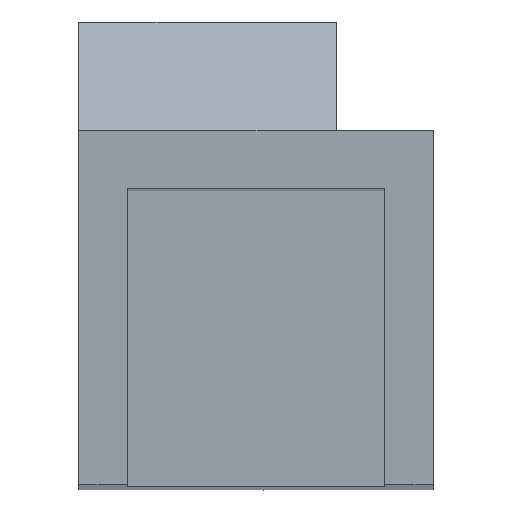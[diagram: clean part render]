
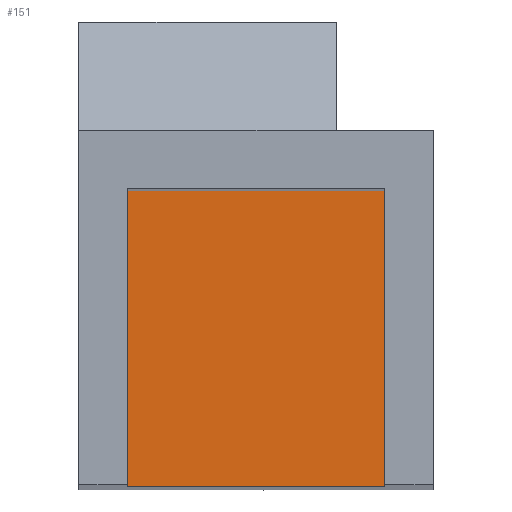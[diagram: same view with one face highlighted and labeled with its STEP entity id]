
A CAD part, top view. The second image highlights one B-rep face of the part: STEP entity #151.
In plain terms, the highlighted planar face has unit normal (0, 0, 1).
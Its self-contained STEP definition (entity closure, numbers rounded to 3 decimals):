
#151=ADVANCED_FACE('',(#190),#171,.T.);
#171=PLANE('',#548);
#190=FACE_OUTER_BOUND('',#211,.T.);
#211=EDGE_LOOP('',(#328,#329,#330,#331));
#328=ORIENTED_EDGE('',*,*,#385,.T.);
#329=ORIENTED_EDGE('',*,*,#435,.T.);
#330=ORIENTED_EDGE('',*,*,#436,.F.);
#331=ORIENTED_EDGE('',*,*,#433,.F.);
#342=VERTEX_POINT('',#661);
#343=VERTEX_POINT('',#663);
#375=VERTEX_POINT('',#819);
#376=VERTEX_POINT('',#823);
#385=EDGE_CURVE('',#343,#342,#445,.T.);
#433=EDGE_CURVE('',#343,#375,#479,.T.);
#435=EDGE_CURVE('',#342,#376,#481,.T.);
#436=EDGE_CURVE('',#375,#376,#482,.T.);
#445=LINE('',#662,#490);
#479=LINE('',#820,#524);
#481=LINE('',#824,#526);
#482=LINE('',#826,#527);
#490=VECTOR('',#563,1.);
#524=VECTOR('',#627,1.);
#526=VECTOR('',#631,1.);
#527=VECTOR('',#634,1.);
#548=AXIS2_PLACEMENT_3D('',#828,#637,#638);
#563=DIRECTION('',(1.,0.,0.));
#627=DIRECTION('',(0.,1.,0.));
#631=DIRECTION('',(0.,1.,0.));
#634=DIRECTION('',(1.,0.,0.));
#637=DIRECTION('',(0.,0.,1.));
#638=DIRECTION('',(1.,0.,0.));
#661=CARTESIAN_POINT('',(0.665,-0.92,-6.6));
#662=CARTESIAN_POINT('',(-0.665,-0.92,-6.6));
#663=CARTESIAN_POINT('',(-0.665,-0.92,-6.6));
#819=CARTESIAN_POINT('',(-0.665,0.61,-6.6));
#820=CARTESIAN_POINT('',(-0.665,-0.92,-6.6));
#823=CARTESIAN_POINT('',(0.665,0.61,-6.6));
#824=CARTESIAN_POINT('',(0.665,-0.92,-6.6));
#826=CARTESIAN_POINT('',(0.665,0.61,-6.6));
#828=CARTESIAN_POINT('',(-0.665,-0.92,-6.6));
